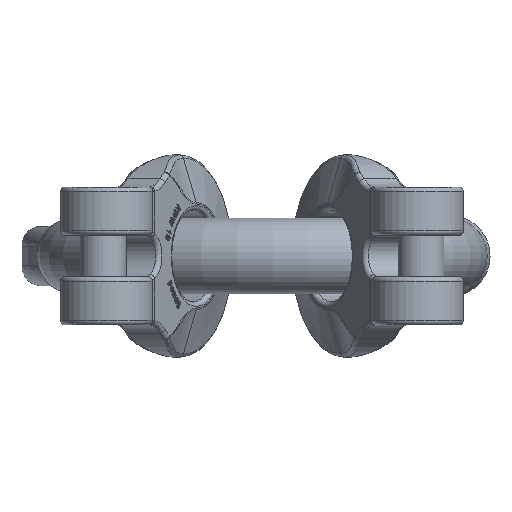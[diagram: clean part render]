
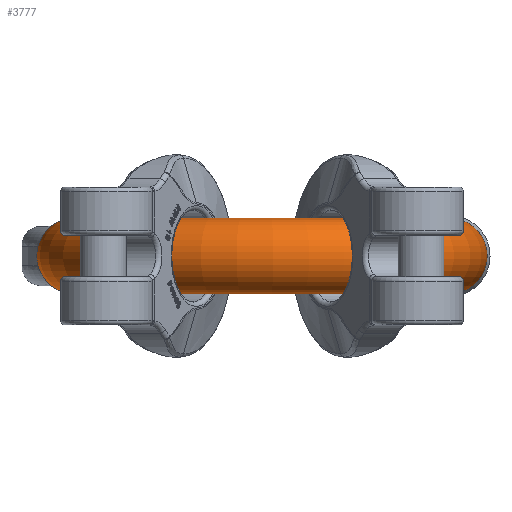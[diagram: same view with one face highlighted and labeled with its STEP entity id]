
A CAD part, front view. The second image highlights one B-rep face of the part: STEP entity #3777.
In plain terms, the highlighted toroidal (fillet/blend) face has major radius 81.5 mm and minor radius 16.5 mm.
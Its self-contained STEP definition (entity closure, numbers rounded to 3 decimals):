
#284=TOROIDAL_SURFACE('',#10412,81.5,16.5);
#3777=ADVANCED_FACE('',(#3913,#3914),#284,.T.);
#3913=FACE_BOUND('',#4517,.T.);
#3914=FACE_BOUND('',#4518,.T.);
#4517=EDGE_LOOP('',(#7297));
#4518=EDGE_LOOP('',(#7298));
#7297=ORIENTED_EDGE('',*,*,#9651,.T.);
#7298=ORIENTED_EDGE('',*,*,#9689,.F.);
#8251=VERTEX_POINT('',#20541);
#8289=VERTEX_POINT('',#20823);
#9651=EDGE_CURVE('',#8251,#8251,#9907,.T.);
#9689=EDGE_CURVE('',#8289,#8289,#9909,.T.);
#9907=CIRCLE('',#10394,16.5);
#9909=CIRCLE('',#10406,16.5);
#10394=AXIS2_PLACEMENT_3D('',#20540,#12085,#12086);
#10406=AXIS2_PLACEMENT_3D('',#20822,#12117,#12118);
#10412=AXIS2_PLACEMENT_3D('',#20832,#12129,#12130);
#12085=DIRECTION('',(0.,-1.,0.));
#12086=DIRECTION('',(1.,0.,0.));
#12117=DIRECTION('',(0.,1.,0.));
#12118=DIRECTION('',(-1.,0.,0.));
#12129=DIRECTION('',(0.,0.,1.));
#12130=DIRECTION('',(1.,0.,0.));
#20540=CARTESIAN_POINT('',(-81.5,-32.,0.));
#20541=CARTESIAN_POINT('',(-65.,-32.,0.));
#20822=CARTESIAN_POINT('',(81.5,-32.,0.));
#20823=CARTESIAN_POINT('',(65.,-32.,0.));
#20832=CARTESIAN_POINT('',(0.,-32.,0.));
